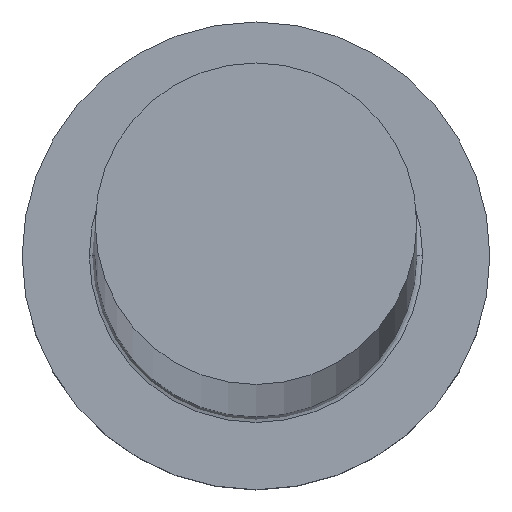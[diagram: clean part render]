
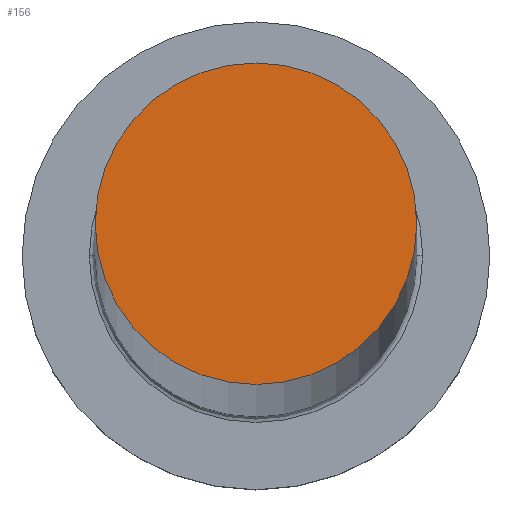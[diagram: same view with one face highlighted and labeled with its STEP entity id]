
A CAD part, top view. The second image highlights one B-rep face of the part: STEP entity #156.
In plain terms, the highlighted planar face has unit normal (0, 0, 1).
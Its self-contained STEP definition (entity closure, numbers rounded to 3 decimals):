
#10 = DIRECTION ( 'NONE',  ( 1., 0., 0. ) ) ;
#12 = FACE_OUTER_BOUND ( 'NONE', #77, .T. ) ;
#31 = AXIS2_PLACEMENT_3D ( 'NONE', #179, #34, #10 ) ;
#33 = DIRECTION ( 'NONE',  ( 0., 0., 1. ) ) ;
#34 = DIRECTION ( 'NONE',  ( 0., 0., 1. ) ) ;
#40 = AXIS2_PLACEMENT_3D ( 'NONE', #165, #94, #91 ) ;
#73 = VERTEX_POINT ( 'NONE', #261 ) ;
#77 = EDGE_LOOP ( 'NONE', ( #103, #123 ) ) ;
#80 = CIRCLE ( 'NONE', #40, 5.5 ) ;
#85 = AXIS2_PLACEMENT_3D ( 'NONE', #109, #33, #274 ) ;
#91 = DIRECTION ( 'NONE',  ( 1., 0., 0. ) ) ;
#93 = CIRCLE ( 'NONE', #85, 5.5 ) ;
#94 = DIRECTION ( 'NONE',  ( 0., 0., 1. ) ) ;
#103 = ORIENTED_EDGE ( 'NONE', *, *, #284, .T. ) ;
#109 = CARTESIAN_POINT ( 'NONE',  ( 0., 0., 635. ) ) ;
#117 = EDGE_CURVE ( 'NONE', #73, #195, #93, .T. ) ;
#123 = ORIENTED_EDGE ( 'NONE', *, *, #117, .T. ) ;
#156 = ADVANCED_FACE ( 'NONE', ( #12 ), #248, .T. ) ;
#165 = CARTESIAN_POINT ( 'NONE',  ( 0., 0., 635. ) ) ;
#179 = CARTESIAN_POINT ( 'NONE',  ( 0., 0., 635. ) ) ;
#195 = VERTEX_POINT ( 'NONE', #272 ) ;
#248 = PLANE ( 'NONE',  #31 ) ;
#261 = CARTESIAN_POINT ( 'NONE',  ( 5.5, 0., 635. ) ) ;
#272 = CARTESIAN_POINT ( 'NONE',  ( -5.5, 0., 635. ) ) ;
#274 = DIRECTION ( 'NONE',  ( 1., 0., 0. ) ) ;
#284 = EDGE_CURVE ( 'NONE', #195, #73, #80, .T. ) ;
